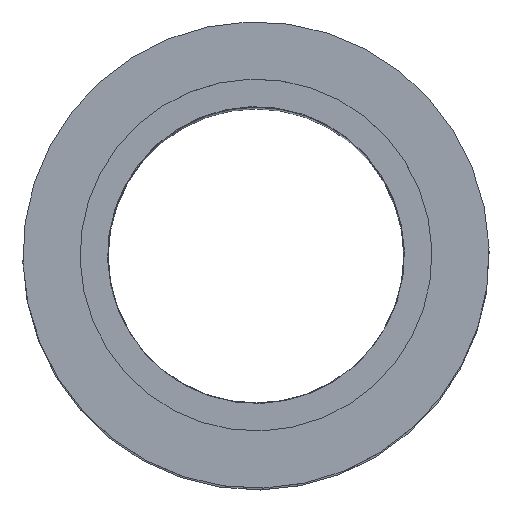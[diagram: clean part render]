
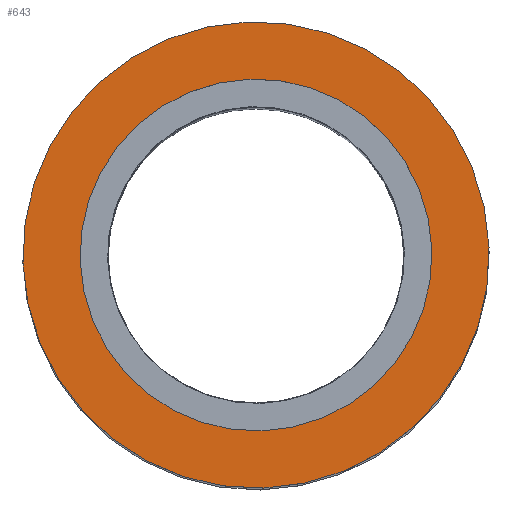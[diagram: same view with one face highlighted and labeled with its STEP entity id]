
A CAD part, top view. The second image highlights one B-rep face of the part: STEP entity #643.
In plain terms, the highlighted face is planar.
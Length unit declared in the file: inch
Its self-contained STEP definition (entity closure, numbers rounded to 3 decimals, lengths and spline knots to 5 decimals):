
#13 = CIRCLE ( 'NONE', #363, 1.08 ) ;
#86 = CIRCLE ( 'NONE', #349, 0.815 ) ;
#92 = EDGE_LOOP ( 'NONE', ( #300, #268 ) ) ;
#116 = FACE_OUTER_BOUND ( 'NONE', #507, .T. ) ;
#132 = VERTEX_POINT ( 'NONE', #549 ) ;
#158 = DIRECTION ( 'NONE',  ( 0., 0., 1. ) ) ;
#172 = CARTESIAN_POINT ( 'NONE',  ( 0., 0., 0. ) ) ;
#188 = AXIS2_PLACEMENT_3D ( 'NONE', #172, #572, #338 ) ;
#198 = AXIS2_PLACEMENT_3D ( 'NONE', #437, #670, #158 ) ;
#242 = ORIENTED_EDGE ( 'NONE', *, *, #308, .T. ) ;
#268 = ORIENTED_EDGE ( 'NONE', *, *, #712, .F. ) ;
#270 = EDGE_CURVE ( 'NONE', #682, #741, #86, .T. ) ;
#282 = DIRECTION ( 'NONE',  ( 0., 1., 0. ) ) ;
#300 = ORIENTED_EDGE ( 'NONE', *, *, #270, .F. ) ;
#308 = EDGE_CURVE ( 'NONE', #319, #132, #650, .T. ) ;
#319 = VERTEX_POINT ( 'NONE', #527 ) ;
#338 = DIRECTION ( 'NONE',  ( 0., 0., 1. ) ) ;
#341 = DIRECTION ( 'NONE',  ( 0., 0., -1. ) ) ;
#349 = AXIS2_PLACEMENT_3D ( 'NONE', #501, #282, #445 ) ;
#363 = AXIS2_PLACEMENT_3D ( 'NONE', #711, #724, #487 ) ;
#382 = FACE_BOUND ( 'NONE', #92, .T. ) ;
#404 = ORIENTED_EDGE ( 'NONE', *, *, #493, .T. ) ;
#409 = AXIS2_PLACEMENT_3D ( 'NONE', #753, #680, #341 ) ;
#437 = CARTESIAN_POINT ( 'NONE',  ( 0., 0., 0. ) ) ;
#445 = DIRECTION ( 'NONE',  ( 0., 0., 1. ) ) ;
#487 = DIRECTION ( 'NONE',  ( 0., 0., 1. ) ) ;
#493 = EDGE_CURVE ( 'NONE', #132, #319, #13, .T. ) ;
#496 = CARTESIAN_POINT ( 'NONE',  ( 0., 0., 0.815 ) ) ;
#501 = CARTESIAN_POINT ( 'NONE',  ( 0., 0., 0. ) ) ;
#507 = EDGE_LOOP ( 'NONE', ( #404, #242 ) ) ;
#510 = PLANE ( 'NONE',  #409 ) ;
#527 = CARTESIAN_POINT ( 'NONE',  ( 0., 0., -1.08 ) ) ;
#549 = CARTESIAN_POINT ( 'NONE',  ( 0., 0., 1.08 ) ) ;
#572 = DIRECTION ( 'NONE',  ( 0., 1., 0. ) ) ;
#581 = CIRCLE ( 'NONE', #198, 0.815 ) ;
#643 = ADVANCED_FACE ( 'NONE', ( #382, #116 ), #510, .F. ) ;
#650 = CIRCLE ( 'NONE', #188, 1.08 ) ;
#670 = DIRECTION ( 'NONE',  ( 0., 1., 0. ) ) ;
#680 = DIRECTION ( 'NONE',  ( 0., -1., 0. ) ) ;
#682 = VERTEX_POINT ( 'NONE', #496 ) ;
#702 = CARTESIAN_POINT ( 'NONE',  ( 0., 0., -0.815 ) ) ;
#711 = CARTESIAN_POINT ( 'NONE',  ( 0., 0., 0. ) ) ;
#712 = EDGE_CURVE ( 'NONE', #741, #682, #581, .T. ) ;
#724 = DIRECTION ( 'NONE',  ( 0., 1., 0. ) ) ;
#741 = VERTEX_POINT ( 'NONE', #702 ) ;
#753 = CARTESIAN_POINT ( 'NONE',  ( 0.815, 0., 0. ) ) ;
